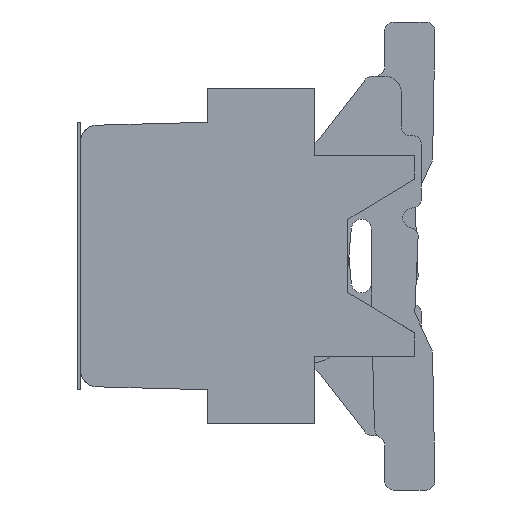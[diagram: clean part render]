
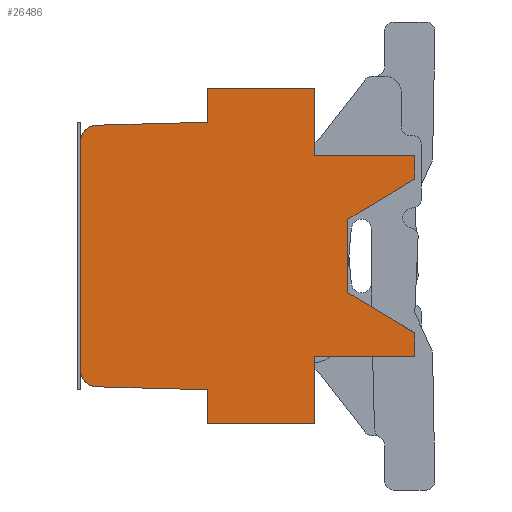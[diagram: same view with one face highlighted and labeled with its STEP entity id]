
A CAD part, left-side view. The second image highlights one B-rep face of the part: STEP entity #26486.
In plain terms, the highlighted planar face has unit normal (-1, 0, 0).
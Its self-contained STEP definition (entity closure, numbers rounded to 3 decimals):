
#1071=CIRCLE('',#28451,0.25);
#1072=CIRCLE('',#28452,0.25);
#1918=FACE_OUTER_BOUND('',#3199,.T.);
#3199=EDGE_LOOP('',(#20976,#20977,#20978,#20979,#20980,#20981,#20982,#20983,
#20984,#20985,#20986,#20987,#20988,#20989,#20990,#20991,#20992,#20993));
#5590=LINE('',#41102,#8628);
#5721=LINE('',#41360,#8759);
#5732=LINE('',#41384,#8770);
#5804=LINE('',#41531,#8842);
#5805=LINE('',#41535,#8843);
#5806=LINE('',#41539,#8844);
#5807=LINE('',#41540,#8845);
#5808=LINE('',#41542,#8846);
#5809=LINE('',#41544,#8847);
#5810=LINE('',#41546,#8848);
#5811=LINE('',#41548,#8849);
#5812=LINE('',#41550,#8850);
#5813=LINE('',#41552,#8851);
#5814=LINE('',#41553,#8852);
#5815=LINE('',#41555,#8853);
#5816=LINE('',#41557,#8854);
#8628=VECTOR('',#33699,1.);
#8759=VECTOR('',#33830,1.);
#8770=VECTOR('',#33845,1.6);
#8842=VECTOR('',#33949,1.6);
#8843=VECTOR('',#33952,3.413);
#8844=VECTOR('',#33955,1.657);
#8845=VECTOR('',#33956,0.5);
#8846=VECTOR('',#33957,1.5);
#8847=VECTOR('',#33958,0.35);
#8848=VECTOR('',#33959,1.166);
#8849=VECTOR('',#33960,1.1);
#8850=VECTOR('',#33961,1.166);
#8851=VECTOR('',#33962,0.35);
#8852=VECTOR('',#33963,1.5);
#8853=VECTOR('',#33964,0.5);
#8854=VECTOR('',#33965,1.657);
#11534=VERTEX_POINT('',#41094);
#11537=VERTEX_POINT('',#41099);
#11538=VERTEX_POINT('',#41101);
#11665=VERTEX_POINT('',#41358);
#11676=VERTEX_POINT('',#41383);
#11735=VERTEX_POINT('',#41529);
#11736=VERTEX_POINT('',#41533);
#11737=VERTEX_POINT('',#41534);
#11738=VERTEX_POINT('',#41536);
#11739=VERTEX_POINT('',#41538);
#11740=VERTEX_POINT('',#41541);
#11741=VERTEX_POINT('',#41543);
#11742=VERTEX_POINT('',#41545);
#11743=VERTEX_POINT('',#41547);
#11744=VERTEX_POINT('',#41549);
#11745=VERTEX_POINT('',#41551);
#11746=VERTEX_POINT('',#41554);
#11747=VERTEX_POINT('',#41556);
#14792=EDGE_CURVE('',#11537,#11538,#5590,.T.);
#14923=EDGE_CURVE('',#11665,#11534,#5721,.T.);
#14935=EDGE_CURVE('',#11676,#11534,#5732,.T.);
#15010=EDGE_CURVE('',#11735,#11537,#5804,.T.);
#15011=EDGE_CURVE('',#11736,#11737,#5805,.T.);
#15012=EDGE_CURVE('',#11737,#11738,#1071,.T.);
#15013=EDGE_CURVE('',#11738,#11739,#5806,.T.);
#15014=EDGE_CURVE('',#11739,#11676,#5807,.T.);
#15015=EDGE_CURVE('',#11740,#11665,#5808,.T.);
#15016=EDGE_CURVE('',#11741,#11740,#5809,.T.);
#15017=EDGE_CURVE('',#11741,#11742,#5810,.T.);
#15018=EDGE_CURVE('',#11743,#11742,#5811,.T.);
#15019=EDGE_CURVE('',#11743,#11744,#5812,.T.);
#15020=EDGE_CURVE('',#11745,#11744,#5813,.T.);
#15021=EDGE_CURVE('',#11538,#11745,#5814,.T.);
#15022=EDGE_CURVE('',#11746,#11735,#5815,.T.);
#15023=EDGE_CURVE('',#11746,#11747,#5816,.T.);
#15024=EDGE_CURVE('',#11747,#11736,#1072,.T.);
#20976=ORIENTED_EDGE('',*,*,#15011,.T.);
#20977=ORIENTED_EDGE('',*,*,#15012,.T.);
#20978=ORIENTED_EDGE('',*,*,#15013,.T.);
#20979=ORIENTED_EDGE('',*,*,#15014,.T.);
#20980=ORIENTED_EDGE('',*,*,#14935,.T.);
#20981=ORIENTED_EDGE('',*,*,#14923,.F.);
#20982=ORIENTED_EDGE('',*,*,#15015,.F.);
#20983=ORIENTED_EDGE('',*,*,#15016,.F.);
#20984=ORIENTED_EDGE('',*,*,#15017,.T.);
#20985=ORIENTED_EDGE('',*,*,#15018,.F.);
#20986=ORIENTED_EDGE('',*,*,#15019,.T.);
#20987=ORIENTED_EDGE('',*,*,#15020,.F.);
#20988=ORIENTED_EDGE('',*,*,#15021,.F.);
#20989=ORIENTED_EDGE('',*,*,#14792,.F.);
#20990=ORIENTED_EDGE('',*,*,#15010,.F.);
#20991=ORIENTED_EDGE('',*,*,#15022,.F.);
#20992=ORIENTED_EDGE('',*,*,#15023,.T.);
#20993=ORIENTED_EDGE('',*,*,#15024,.T.);
#24032=PLANE('',#28450);
#26486=ADVANCED_FACE('',(#1918),#24032,.T.);
#28450=AXIS2_PLACEMENT_3D('',#41532,#33950,#33951);
#28451=AXIS2_PLACEMENT_3D('',#41537,#33953,#33954);
#28452=AXIS2_PLACEMENT_3D('',#41558,#33966,#33967);
#33699=DIRECTION('',(0.,0.,-1.));
#33830=DIRECTION('',(0.,0.,-1.));
#33845=DIRECTION('',(0.,-1.,0.));
#33949=DIRECTION('',(0.,-1.,0.));
#33950=DIRECTION('center_axis',(-1.,0.,0.));
#33951=DIRECTION('ref_axis',(0.,0.,-1.));
#33952=DIRECTION('',(0.,0.,-1.));
#33953=DIRECTION('center_axis',(-1.,0.,0.));
#33954=DIRECTION('ref_axis',(0.,1.,0.));
#33955=DIRECTION('',(0.,-1.,-0.026));
#33956=DIRECTION('',(0.,0.,-1.));
#33957=DIRECTION('',(0.,1.,0.));
#33958=DIRECTION('',(0.,0.,-1.));
#33959=DIRECTION('',(0.,0.857,0.514));
#33960=DIRECTION('',(0.,0.,-1.));
#33961=DIRECTION('',(0.,-0.857,0.514));
#33962=DIRECTION('',(0.,0.,-1.));
#33963=DIRECTION('',(0.,-1.,0.));
#33964=DIRECTION('',(0.,0.,1.));
#33965=DIRECTION('',(0.,1.,-0.026));
#33966=DIRECTION('center_axis',(-1.,0.,0.));
#33967=DIRECTION('ref_axis',(0.,0.026,1.));
#41094=CARTESIAN_POINT('',(-29.55,-1.71,-2.5));
#41099=CARTESIAN_POINT('',(-29.55,-1.71,2.5));
#41101=CARTESIAN_POINT('',(-29.55,-1.71,1.5));
#41102=CARTESIAN_POINT('',(-29.55,-1.71,2.5));
#41358=CARTESIAN_POINT('',(-29.55,-1.71,-1.5));
#41360=CARTESIAN_POINT('',(-29.55,-1.71,-1.5));
#41383=CARTESIAN_POINT('',(-29.55,-0.11,-2.5));
#41384=CARTESIAN_POINT('',(-29.55,-0.11,-2.5));
#41529=CARTESIAN_POINT('',(-29.55,-0.11,2.5));
#41531=CARTESIAN_POINT('',(-29.55,-0.11,2.5));
#41532=CARTESIAN_POINT('Origin',(-29.55,-1.71,-2.5));
#41533=CARTESIAN_POINT('',(-29.55,1.79,1.707));
#41534=CARTESIAN_POINT('',(-29.55,1.79,-1.707));
#41535=CARTESIAN_POINT('',(-29.55,1.79,1.707));
#41536=CARTESIAN_POINT('',(-29.55,1.547,-1.957));
#41537=CARTESIAN_POINT('Origin',(-29.55,1.54,-1.707));
#41538=CARTESIAN_POINT('',(-29.55,-0.11,-2.));
#41539=CARTESIAN_POINT('',(-29.55,1.547,-1.957));
#41540=CARTESIAN_POINT('',(-29.55,-0.11,-2.));
#41541=CARTESIAN_POINT('',(-29.55,-3.21,-1.5));
#41542=CARTESIAN_POINT('',(-29.55,-3.21,-1.5));
#41543=CARTESIAN_POINT('',(-29.55,-3.21,-1.15));
#41544=CARTESIAN_POINT('',(-29.55,-3.21,-1.15));
#41545=CARTESIAN_POINT('',(-29.55,-2.21,-0.55));
#41546=CARTESIAN_POINT('',(-29.55,-3.21,-1.15));
#41547=CARTESIAN_POINT('',(-29.55,-2.21,0.55));
#41548=CARTESIAN_POINT('',(-29.55,-2.21,0.55));
#41549=CARTESIAN_POINT('',(-29.55,-3.21,1.15));
#41550=CARTESIAN_POINT('',(-29.55,-2.21,0.55));
#41551=CARTESIAN_POINT('',(-29.55,-3.21,1.5));
#41552=CARTESIAN_POINT('',(-29.55,-3.21,1.5));
#41553=CARTESIAN_POINT('',(-29.55,-1.71,1.5));
#41554=CARTESIAN_POINT('',(-29.55,-0.11,2.));
#41555=CARTESIAN_POINT('',(-29.55,-0.11,2.));
#41556=CARTESIAN_POINT('',(-29.55,1.547,1.957));
#41557=CARTESIAN_POINT('',(-29.55,-0.11,2.));
#41558=CARTESIAN_POINT('Origin',(-29.55,1.54,1.707));
